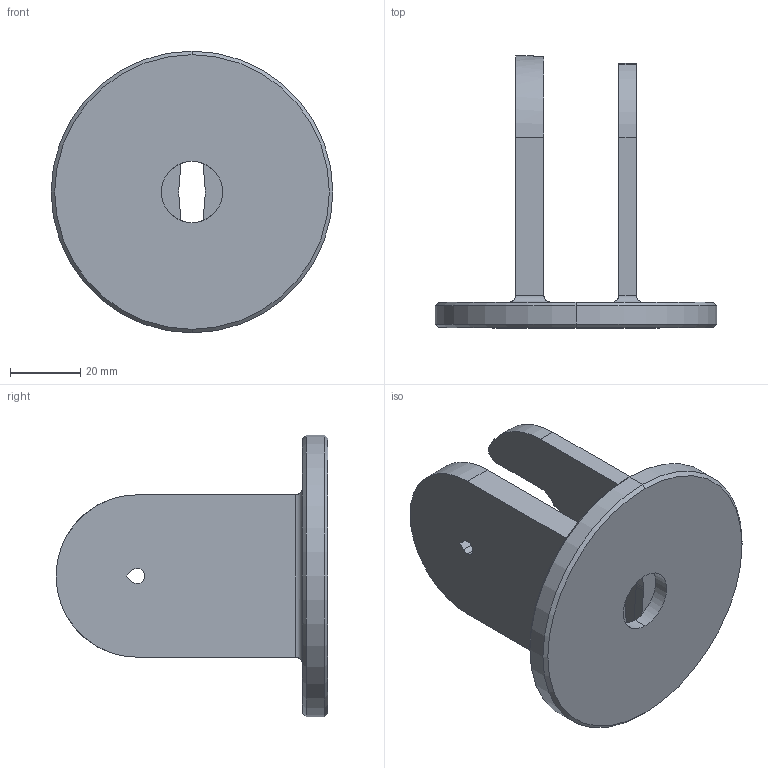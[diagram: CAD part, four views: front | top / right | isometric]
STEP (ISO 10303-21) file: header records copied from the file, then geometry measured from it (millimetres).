
FILE_DESCRIPTION (( 'STEP AP214' ), '1' );
FILE_NAME ('bodyMain_waistBody_001.STEP', '2024-12-15T00:55:04', ( '' ), ( '' ), 'SwSTEP 2.0', 'SolidWorks 2024', '' );
FILE_SCHEMA (( 'AUTOMOTIVE_DESIGN' ));
Length unit declared in the file: millimetre
Products named in the file (1): bodyMain_waistBody_001
Bounding box: 80 x 77.23 x 80 mm (x, y, z)
Volume: 70644.8 mm3; surface area: 25063.5 mm2
Topology: 1 solids, 1 shells, 68 faces, 180 edges, 116 vertices
Faces by surface type: cylinder 36, plane 28, cone 4
Entity records: 2145 total; most frequent: CARTESIAN_POINT 389, DIRECTION 376, ORIENTED_EDGE 360, EDGE_CURVE 180, AXIS2_PLACEMENT_3D 135, VERTEX_POINT 116, VECTOR 106, LINE 106
